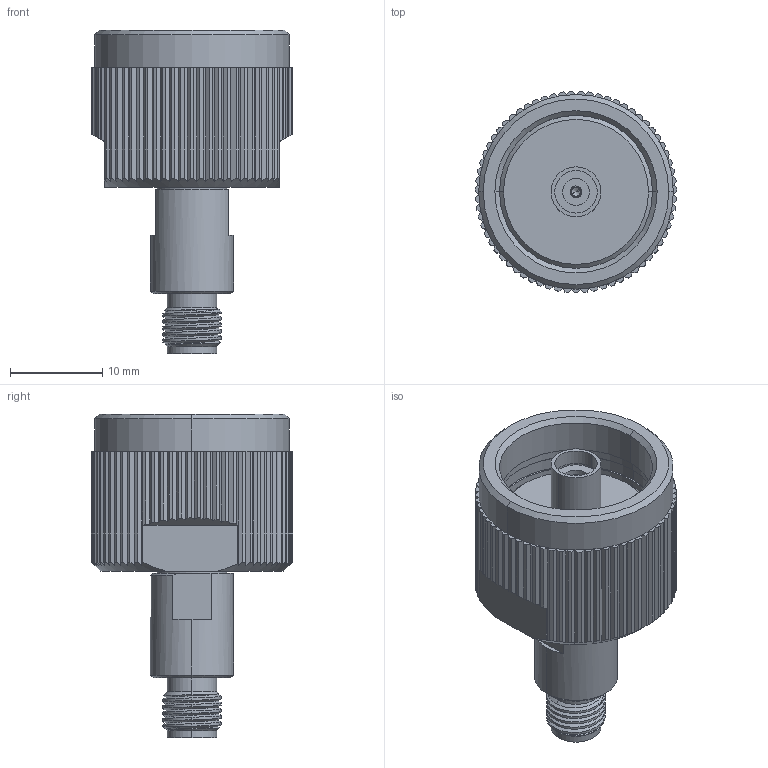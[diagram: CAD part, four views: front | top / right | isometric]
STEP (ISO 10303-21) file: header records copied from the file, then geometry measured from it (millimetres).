
FILE_DESCRIPTION (( 'STEP AP214' ), '1' );
FILE_NAME ('CT-KFNKF-LN1.STEP', '2025-01-24T21:50:51', ( '' ), ( '' ), 'SwSTEP 2.0', 'SolidWorks 2021', '' );
FILE_SCHEMA (( 'AUTOMOTIVE_DESIGN' ));
Length unit declared in the file: inch
Products named in the file (1): CT-KFNKF-LN1
Bounding box: 21.8 x 21.79 x 35.06 mm (x, y, z)
Volume: 5450.6 mm3; surface area: 3417.5 mm2
Topology: 3 solids, 4 shells, 384 faces, 1051 edges, 689 vertices
Faces by surface type: plane 208, cylinder 135, cone 33, torus 6, bspline 2
Entity records: 18288 total; most frequent: CARTESIAN_POINT 3626, ORIENTED_EDGE 2086, DIRECTION 1944, EDGE_CURVE 1043, VERTEX_POINT 689, AXIS2_PLACEMENT_3D 689, LINE 566, VECTOR 566
